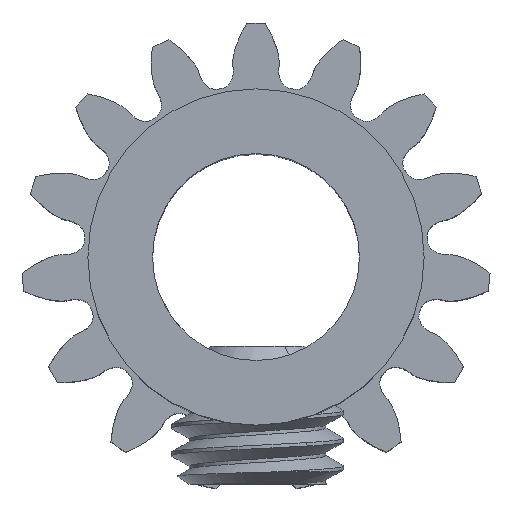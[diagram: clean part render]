
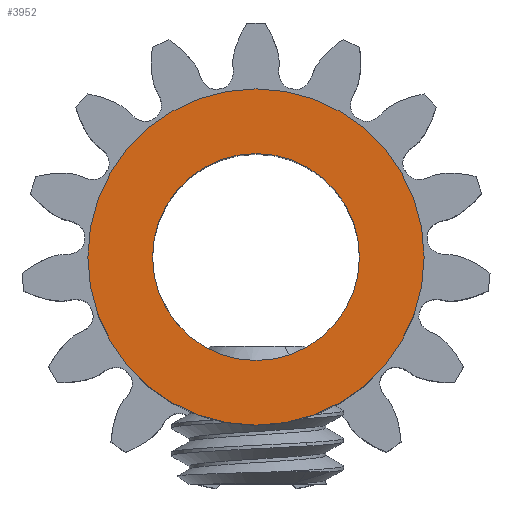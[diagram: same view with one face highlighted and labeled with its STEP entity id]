
A CAD part, top view. The second image highlights one B-rep face of the part: STEP entity #3952.
In plain terms, the highlighted planar face has unit normal (0, 0, 1).
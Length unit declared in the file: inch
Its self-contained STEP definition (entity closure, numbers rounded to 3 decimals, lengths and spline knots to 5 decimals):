
#180 = DIRECTION ( 'NONE',  ( -1., 0., 0. ) ) ;
#222 = CARTESIAN_POINT ( 'NONE',  ( 0., 0., 0.55118 ) ) ;
#234 = DIRECTION ( 'NONE',  ( 0., 0., 1. ) ) ;
#293 = ORIENTED_EDGE ( 'NONE', *, *, #3962, .F. ) ;
#1111 = VERTEX_POINT ( 'NONE', #4363 ) ;
#1196 = CIRCLE ( 'NONE', #12887, 0.19193 ) ;
#1580 = DIRECTION ( 'NONE',  ( 1., 0., 0. ) ) ;
#1955 = EDGE_LOOP ( 'NONE', ( #6392, #9276 ) ) ;
#2045 = CIRCLE ( 'NONE', #7356, 0.19193 ) ;
#3509 = CARTESIAN_POINT ( 'NONE',  ( 0., 0., 0.55118 ) ) ;
#3819 = CIRCLE ( 'NONE', #5180, 0.11811 ) ;
#3952 = ADVANCED_FACE ( 'NONE', ( #15460, #11769 ), #11306, .F. ) ;
#3962 = EDGE_CURVE ( 'NONE', #9437, #1111, #3819, .T. ) ;
#4319 = DIRECTION ( 'NONE',  ( 1., 0., 0. ) ) ;
#4341 = AXIS2_PLACEMENT_3D ( 'NONE', #3509, #14472, #8456 ) ;
#4363 = CARTESIAN_POINT ( 'NONE',  ( 0.11811, 0., 0.55118 ) ) ;
#4423 = EDGE_LOOP ( 'NONE', ( #10871, #293 ) ) ;
#5180 = AXIS2_PLACEMENT_3D ( 'NONE', #6403, #234, #1580 ) ;
#5821 = VERTEX_POINT ( 'NONE', #10747 ) ;
#6145 = EDGE_CURVE ( 'NONE', #13700, #5821, #2045, .T. ) ;
#6392 = ORIENTED_EDGE ( 'NONE', *, *, #13805, .T. ) ;
#6403 = CARTESIAN_POINT ( 'NONE',  ( 0., 0., 0.55118 ) ) ;
#6601 = DIRECTION ( 'NONE',  ( 0., 0., 1. ) ) ;
#7356 = AXIS2_PLACEMENT_3D ( 'NONE', #222, #6601, #8915 ) ;
#7559 = DIRECTION ( 'NONE',  ( 0., 0., -1. ) ) ;
#8028 = CARTESIAN_POINT ( 'NONE',  ( -0.19193, 0., 0.55118 ) ) ;
#8456 = DIRECTION ( 'NONE',  ( 1., 0., 0. ) ) ;
#8915 = DIRECTION ( 'NONE',  ( 1., 0., 0. ) ) ;
#9195 = CIRCLE ( 'NONE', #4341, 0.11811 ) ;
#9268 = CARTESIAN_POINT ( 'NONE',  ( -0.11811, 0., 0.55118 ) ) ;
#9276 = ORIENTED_EDGE ( 'NONE', *, *, #6145, .T. ) ;
#9437 = VERTEX_POINT ( 'NONE', #9268 ) ;
#9739 = EDGE_CURVE ( 'NONE', #1111, #9437, #9195, .T. ) ;
#10567 = CARTESIAN_POINT ( 'NONE',  ( 0., 0., 0.55118 ) ) ;
#10747 = CARTESIAN_POINT ( 'NONE',  ( 0.19193, 0., 0.55118 ) ) ;
#10871 = ORIENTED_EDGE ( 'NONE', *, *, #9739, .F. ) ;
#11306 = PLANE ( 'NONE',  #14337 ) ;
#11767 = DIRECTION ( 'NONE',  ( 0., 0., 1. ) ) ;
#11769 = FACE_OUTER_BOUND ( 'NONE', #1955, .T. ) ;
#12887 = AXIS2_PLACEMENT_3D ( 'NONE', #10567, #11767, #4319 ) ;
#13700 = VERTEX_POINT ( 'NONE', #8028 ) ;
#13805 = EDGE_CURVE ( 'NONE', #5821, #13700, #1196, .T. ) ;
#14337 = AXIS2_PLACEMENT_3D ( 'NONE', #14993, #7559, #180 ) ;
#14472 = DIRECTION ( 'NONE',  ( 0., 0., 1. ) ) ;
#14993 = CARTESIAN_POINT ( 'NONE',  ( -0.018, 0.25341, 0.55118 ) ) ;
#15460 = FACE_BOUND ( 'NONE', #4423, .T. ) ;
